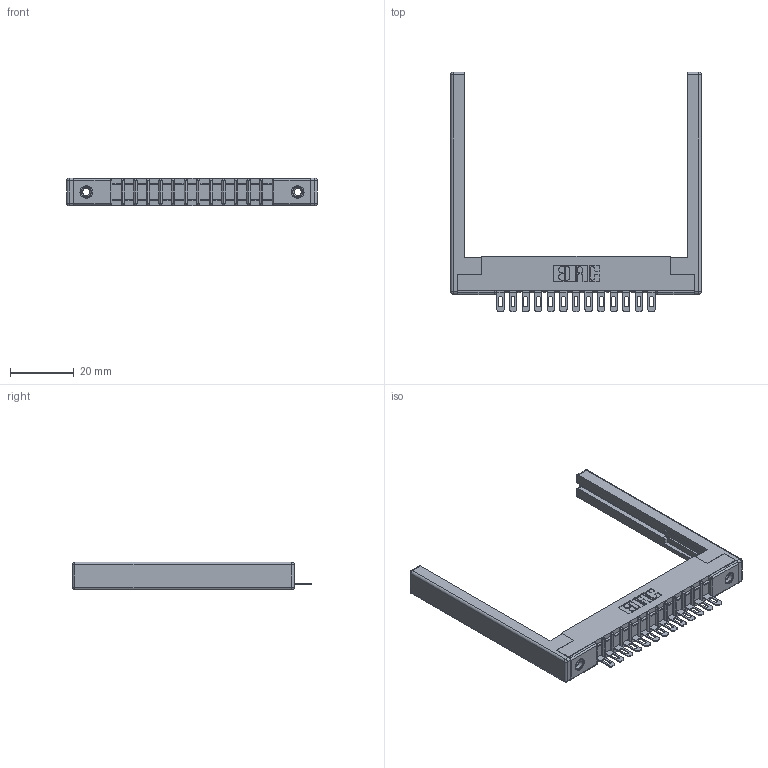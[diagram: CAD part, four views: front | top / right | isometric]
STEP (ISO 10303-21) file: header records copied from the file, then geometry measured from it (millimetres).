
FILE_DESCRIPTION (( 'STEP AP203' ), '1' );
FILE_NAME ('307-013-401-168.STEP', '2020-09-25T13:45:05', ( '' ), ( '' ), 'SwSTEP 2.0', 'SolidWorks 2020', '' );
FILE_SCHEMA (( 'CONFIG_CONTROL_DESIGN' ));
Length unit declared in the file: inch
Products named in the file (5): 307-290-002_501; 307-013-401-168; 307 Part_.156 Dia Mounting Holes; 307-220-068; 345-250-001_345-250-001-102
Assembly tree (18 placements, depth 2):
  307-013-401-168
    307 Part_.156 Dia Mounting Holes
    307-290-002_501  x13
    307-220-068  x2
    345-250-001_345-250-001-102  x2
Bounding box: 78.94 x 75.39 x 8.71 mm (x, y, z)
Volume: 9777.1 mm3; surface area: 13098.8 mm2
Topology: 18 solids, 18 shells, 1274 faces, 3807 edges, 2478 vertices
Faces by surface type: plane 730, cylinder 492, sphere 36, cone 12, torus 4
Entity records: 18273 total; most frequent: CARTESIAN_POINT 3041, ORIENTED_EDGE 3020, DIRECTION 2990, EDGE_CURVE 1510, VECTOR 1136, LINE 1136, VERTEX_POINT 978, AXIS2_PLACEMENT_3D 927
